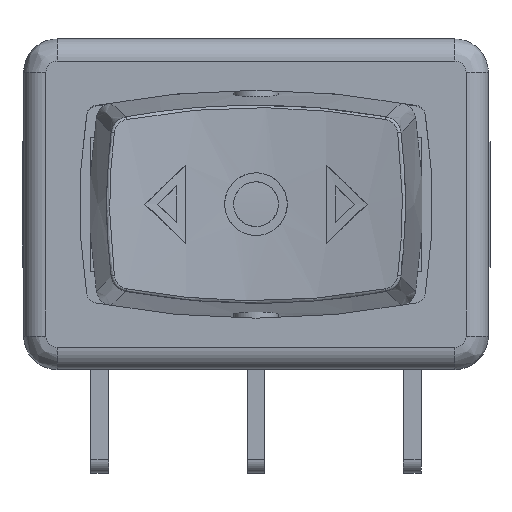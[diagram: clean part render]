
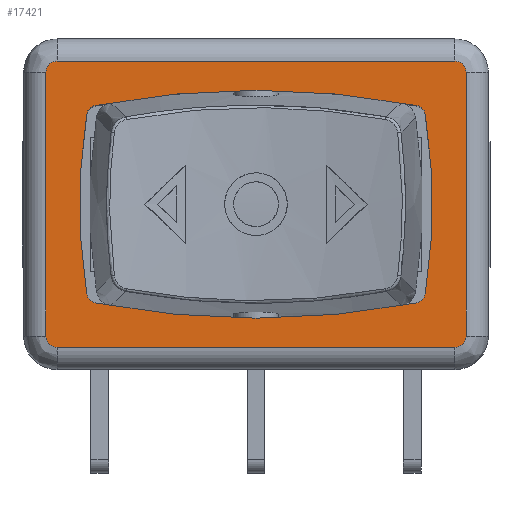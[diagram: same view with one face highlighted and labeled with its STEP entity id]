
A CAD part, top view. The second image highlights one B-rep face of the part: STEP entity #17421.
In plain terms, the highlighted planar face has unit normal (0, 0, 1).
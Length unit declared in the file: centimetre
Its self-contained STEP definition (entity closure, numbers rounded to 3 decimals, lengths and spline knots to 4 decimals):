
#114=FACE_BOUND('',#3066,.T.);
#518=CIRCLE('',#18154,3.82);
#520=CIRCLE('',#18157,0.05);
#522=CIRCLE('',#18160,2.5);
#524=CIRCLE('',#18163,0.05);
#526=CIRCLE('',#18166,3.82);
#528=CIRCLE('',#18169,0.05);
#530=CIRCLE('',#18172,2.5);
#532=CIRCLE('',#18175,0.05);
#536=CIRCLE('',#18181,0.05);
#540=CIRCLE('',#18185,0.05);
#544=CIRCLE('',#18191,0.05);
#548=CIRCLE('',#18195,0.05);
#1104=PLANE('',#18201);
#2040=FACE_OUTER_BOUND('',#3065,.T.);
#3065=EDGE_LOOP('',(#16392,#16393,#16394,#16395,#16396,#16397,#16398,#16399));
#3066=EDGE_LOOP('',(#16400,#16401,#16402,#16403,#16404,#16405,#16406,#16407));
#5448=LINE('',#33208,#7190);
#5450=LINE('',#33244,#7192);
#5453=LINE('',#33251,#7195);
#5455=LINE('',#33282,#7197);
#7190=VECTOR('',#21411,1.);
#7192=VECTOR('',#21431,1.);
#7195=VECTOR('',#21438,1.);
#7197=VECTOR('',#21454,1.);
#8838=VERTEX_POINT('',#33158);
#8839=VERTEX_POINT('',#33160);
#8841=VERTEX_POINT('',#33166);
#8843=VERTEX_POINT('',#33172);
#8845=VERTEX_POINT('',#33178);
#8847=VERTEX_POINT('',#33184);
#8849=VERTEX_POINT('',#33190);
#8851=VERTEX_POINT('',#33196);
#8853=VERTEX_POINT('',#33205);
#8854=VERTEX_POINT('',#33207);
#8857=VERTEX_POINT('',#33222);
#8858=VERTEX_POINT('',#33235);
#8861=VERTEX_POINT('',#33242);
#8862=VERTEX_POINT('',#33247);
#8865=VERTEX_POINT('',#33262);
#8866=VERTEX_POINT('',#33275);
#11334=EDGE_CURVE('',#8839,#8838,#518,.T.);
#11337=EDGE_CURVE('',#8841,#8839,#520,.T.);
#11340=EDGE_CURVE('',#8843,#8841,#522,.T.);
#11343=EDGE_CURVE('',#8845,#8843,#524,.T.);
#11346=EDGE_CURVE('',#8847,#8845,#526,.T.);
#11349=EDGE_CURVE('',#8849,#8847,#528,.T.);
#11352=EDGE_CURVE('',#8851,#8849,#530,.T.);
#11355=EDGE_CURVE('',#8838,#8851,#532,.T.);
#11357=EDGE_CURVE('',#8853,#8854,#5448,.T.);
#11361=EDGE_CURVE('',#8857,#8853,#536,.T.);
#11365=EDGE_CURVE('',#8854,#8858,#540,.T.);
#11367=EDGE_CURVE('',#8861,#8857,#5450,.T.);
#11371=EDGE_CURVE('',#8858,#8862,#5453,.T.);
#11373=EDGE_CURVE('',#8865,#8861,#544,.T.);
#11377=EDGE_CURVE('',#8862,#8866,#548,.T.);
#11379=EDGE_CURVE('',#8866,#8865,#5455,.T.);
#16392=ORIENTED_EDGE('',*,*,#11357,.F.);
#16393=ORIENTED_EDGE('',*,*,#11361,.F.);
#16394=ORIENTED_EDGE('',*,*,#11367,.F.);
#16395=ORIENTED_EDGE('',*,*,#11373,.F.);
#16396=ORIENTED_EDGE('',*,*,#11379,.F.);
#16397=ORIENTED_EDGE('',*,*,#11377,.F.);
#16398=ORIENTED_EDGE('',*,*,#11371,.F.);
#16399=ORIENTED_EDGE('',*,*,#11365,.F.);
#16400=ORIENTED_EDGE('',*,*,#11334,.T.);
#16401=ORIENTED_EDGE('',*,*,#11355,.T.);
#16402=ORIENTED_EDGE('',*,*,#11352,.T.);
#16403=ORIENTED_EDGE('',*,*,#11349,.T.);
#16404=ORIENTED_EDGE('',*,*,#11346,.T.);
#16405=ORIENTED_EDGE('',*,*,#11343,.T.);
#16406=ORIENTED_EDGE('',*,*,#11340,.T.);
#16407=ORIENTED_EDGE('',*,*,#11337,.T.);
#17421=ADVANCED_FACE('',(#2040,#114),#1104,.T.);
#18154=AXIS2_PLACEMENT_3D('',#33161,#21354,#21355);
#18157=AXIS2_PLACEMENT_3D('',#33167,#21361,#21362);
#18160=AXIS2_PLACEMENT_3D('',#33173,#21368,#21369);
#18163=AXIS2_PLACEMENT_3D('',#33179,#21375,#21376);
#18166=AXIS2_PLACEMENT_3D('',#33185,#21382,#21383);
#18169=AXIS2_PLACEMENT_3D('',#33191,#21389,#21390);
#18172=AXIS2_PLACEMENT_3D('',#33197,#21396,#21397);
#18175=AXIS2_PLACEMENT_3D('',#33201,#21403,#21404);
#18181=AXIS2_PLACEMENT_3D('',#33224,#21417,#21418);
#18185=AXIS2_PLACEMENT_3D('',#33239,#21425,#21426);
#18191=AXIS2_PLACEMENT_3D('',#33264,#21441,#21442);
#18195=AXIS2_PLACEMENT_3D('',#33279,#21449,#21450);
#18201=AXIS2_PLACEMENT_3D('',#33292,#21468,#21469);
#21354=DIRECTION('center_axis',(0.,0.,
-1.));
#21355=DIRECTION('ref_axis',(-0.188,-0.982,0.));
#21361=DIRECTION('center_axis',(0.,0.,
-1.));
#21362=DIRECTION('ref_axis',(0.188,-0.982,0.));
#21368=DIRECTION('center_axis',(0.,0.,
-1.));
#21369=DIRECTION('ref_axis',(0.987,-0.16,0.));
#21375=DIRECTION('center_axis',(0.,0.,
-1.));
#21376=DIRECTION('ref_axis',(0.987,0.16,0.));
#21382=DIRECTION('center_axis',(0.,0.,
-1.));
#21383=DIRECTION('ref_axis',(0.188,0.982,0.));
#21389=DIRECTION('center_axis',(0.,0.,
-1.));
#21390=DIRECTION('ref_axis',(-0.188,0.982,0.));
#21396=DIRECTION('center_axis',(0.,0.,
-1.));
#21397=DIRECTION('ref_axis',(-0.987,0.16,0.));
#21403=DIRECTION('center_axis',(0.,0.,
-1.));
#21404=DIRECTION('ref_axis',(-0.987,-0.16,0.));
#21411=DIRECTION('',(0.,1.,0.));
#21417=DIRECTION('center_axis',(0.,0.,
-1.));
#21418=DIRECTION('ref_axis',(-0.707,-0.707,0.));
#21425=DIRECTION('center_axis',(0.,0.,
-1.));
#21426=DIRECTION('ref_axis',(-0.707,0.707,0.));
#21431=DIRECTION('',(-1.,0.,0.));
#21438=DIRECTION('',(1.,0.,0.));
#21441=DIRECTION('center_axis',(0.,0.,
-1.));
#21442=DIRECTION('ref_axis',(0.707,-0.707,0.));
#21449=DIRECTION('center_axis',(0.,0.,
-1.));
#21450=DIRECTION('ref_axis',(0.707,0.707,0.));
#21454=DIRECTION('',(0.,-1.,0.));
#21468=DIRECTION('center_axis',(0.,0.,
1.));
#21469=DIRECTION('ref_axis',(1.,0.,0.));
#33158=CARTESIAN_POINT('',(0.7177,0.442,1.6));
#33160=CARTESIAN_POINT('',(-0.7177,0.442,1.6));
#33161=CARTESIAN_POINT('Origin',(0.,-3.31,1.6));
#33166=CARTESIAN_POINT('',(-0.7576,0.4009,1.6));
#33167=CARTESIAN_POINT('Origin',(-0.7083,0.3929,1.6));
#33172=CARTESIAN_POINT('',(-0.7576,-0.4009,1.6));
#33173=CARTESIAN_POINT('Origin',(1.71,0.,1.6));
#33178=CARTESIAN_POINT('',(-0.7177,-0.442,1.6));
#33179=CARTESIAN_POINT('Origin',(-0.7083,-0.3929,
1.6));
#33184=CARTESIAN_POINT('',(0.7177,-0.442,1.6));
#33185=CARTESIAN_POINT('Origin',(0.,3.31,1.6));
#33190=CARTESIAN_POINT('',(0.7576,-0.4009,1.6));
#33191=CARTESIAN_POINT('Origin',(0.7083,-0.3929,1.6));
#33196=CARTESIAN_POINT('',(0.7576,0.4009,1.6));
#33197=CARTESIAN_POINT('Origin',(-1.71,0.,1.6));
#33201=CARTESIAN_POINT('Origin',(0.7083,0.3929,1.6));
#33205=CARTESIAN_POINT('',(-0.94,-0.59,1.6));
#33207=CARTESIAN_POINT('',(-0.94,0.59,1.6));
#33208=CARTESIAN_POINT('',(-0.94,-0.295,1.6));
#33222=CARTESIAN_POINT('',(-0.89,-0.64,1.6));
#33224=CARTESIAN_POINT('Origin',(-0.89,-0.59,1.6));
#33235=CARTESIAN_POINT('',(-0.89,0.64,1.6));
#33239=CARTESIAN_POINT('Origin',(-0.89,0.59,1.6));
#33242=CARTESIAN_POINT('',(0.89,-0.64,1.6));
#33244=CARTESIAN_POINT('',(0.445,-0.64,1.6));
#33247=CARTESIAN_POINT('',(0.89,0.64,1.6));
#33251=CARTESIAN_POINT('',(-0.445,0.64,1.6));
#33262=CARTESIAN_POINT('',(0.94,-0.59,1.6));
#33264=CARTESIAN_POINT('Origin',(0.89,-0.59,1.6));
#33275=CARTESIAN_POINT('',(0.94,0.59,1.6));
#33279=CARTESIAN_POINT('Origin',(0.89,0.59,1.6));
#33282=CARTESIAN_POINT('',(0.94,0.295,1.6));
#33292=CARTESIAN_POINT('Origin',(0.,0.,
1.6));
